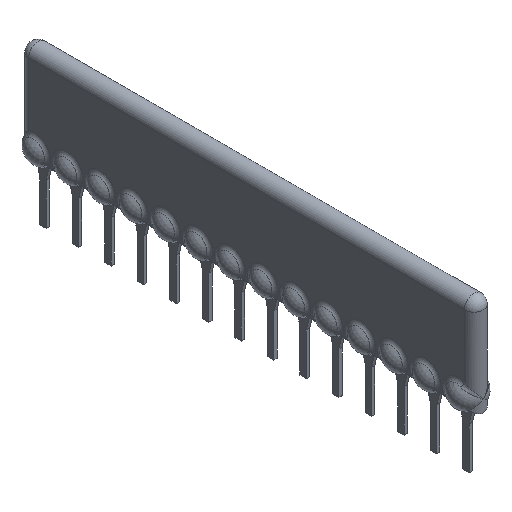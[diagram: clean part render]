
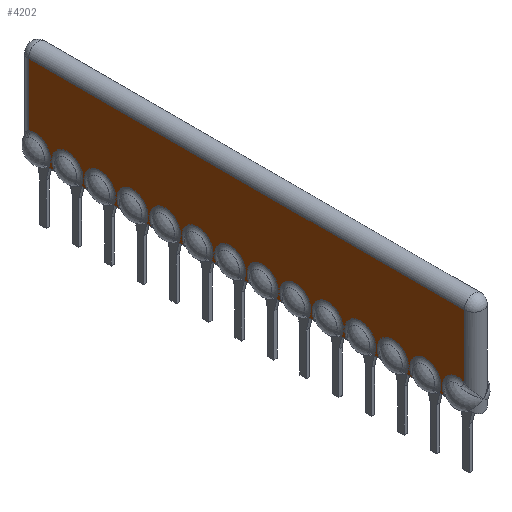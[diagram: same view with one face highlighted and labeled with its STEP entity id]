
A CAD part, isometric view. The second image highlights one B-rep face of the part: STEP entity #4202.
In plain terms, the highlighted planar face has unit normal (-1, 0, 0).
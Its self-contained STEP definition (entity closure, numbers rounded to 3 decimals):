
#326=CARTESIAN_POINT('',(-0.75,0.75,
1.112));
#527=CARTESIAN_POINT('',(-0.75,3.785,0.));
#528=DIRECTION('',(1.,0.,0.));
#529=DIRECTION('',(0.,0.875,-0.484));
#530=AXIS2_PLACEMENT_3D('',#527,#528,#529);
#551=DIRECTION('',(0.,1.,0.));
#552=VECTOR('',#551,0.409);
#553=CARTESIAN_POINT('',(-0.75,4.851,-0.589));
#554=LINE('',#553,#552);
#555=DIRECTION('',(0.,1.,0.));
#556=VECTOR('',#555,0.409);
#557=CARTESIAN_POINT('',(-0.75,7.391,-0.589));
#558=LINE('',#557,#556);
#559=DIRECTION('',(0.,1.,0.));
#560=VECTOR('',#559,0.409);
#561=CARTESIAN_POINT('',(-0.75,9.931,-0.589));
#562=LINE('',#561,#560);
#563=DIRECTION('',(0.,1.,0.));
#564=VECTOR('',#563,0.409);
#565=CARTESIAN_POINT('',(-0.75,12.471,-0.589));
#566=LINE('',#565,#564);
#567=DIRECTION('',(0.,1.,0.));
#568=VECTOR('',#567,0.409);
#569=CARTESIAN_POINT('',(-0.75,15.011,-0.589));
#570=LINE('',#569,#568);
#571=DIRECTION('',(0.,1.,0.));
#572=VECTOR('',#571,0.409);
#573=CARTESIAN_POINT('',(-0.75,17.551,-0.589));
#574=LINE('',#573,#572);
#575=DIRECTION('',(0.,1.,0.));
#576=VECTOR('',#575,0.409);
#577=CARTESIAN_POINT('',(-0.75,20.091,-0.589));
#578=LINE('',#577,#576);
#579=DIRECTION('',(0.,1.,0.));
#580=VECTOR('',#579,0.409);
#581=CARTESIAN_POINT('',(-0.75,22.631,-0.589));
#582=LINE('',#581,#580);
#583=DIRECTION('',(0.,1.,0.));
#584=VECTOR('',#583,0.409);
#585=CARTESIAN_POINT('',(-0.75,25.171,-0.589));
#586=LINE('',#585,#584);
#587=DIRECTION('',(0.,1.,0.));
#588=VECTOR('',#587,0.409);
#589=CARTESIAN_POINT('',(-0.75,27.711,-0.589));
#590=LINE('',#589,#588);
#591=DIRECTION('',(0.,1.,0.));
#592=VECTOR('',#591,0.409);
#593=CARTESIAN_POINT('',(-0.75,30.251,-0.589));
#594=LINE('',#593,#592);
#595=DIRECTION('',(0.,1.,0.));
#596=VECTOR('',#595,0.409);
#597=CARTESIAN_POINT('',(-0.75,32.791,-0.589));
#598=LINE('',#597,#596);
#599=CARTESIAN_POINT('',(-0.75,34.265,0.));
#600=DIRECTION('',(1.,0.,0.));
#601=DIRECTION('',(0.,0.407,0.914));
#602=AXIS2_PLACEMENT_3D('',#599,#600,#601);
#604=DIRECTION('',(0.,0.,1.));
#605=VECTOR('',#604,4.893);
#606=CARTESIAN_POINT('',(-0.75,34.76,1.112));
#607=LINE('',#606,#605);
#608=DIRECTION('',(0.,0.,-1.));
#609=VECTOR('',#608,4.893);
#610=CARTESIAN_POINT('',(-0.75,0.75,6.005));
#611=LINE('',#610,#609);
#612=CARTESIAN_POINT('',(-0.75,1.245,0.));
#613=DIRECTION('',(1.,0.,0.));
#614=DIRECTION('',(0.,0.875,-0.484));
#615=AXIS2_PLACEMENT_3D('',#612,#613,#614);
#617=DIRECTION('',(0.,1.,0.));
#618=VECTOR('',#617,0.409);
#619=CARTESIAN_POINT('',(-0.75,2.311,-0.589));
#620=LINE('',#619,#618);
#621=CARTESIAN_POINT('',(-0.75,6.325,0.));
#622=DIRECTION('',(1.,0.,0.));
#623=DIRECTION('',(0.,0.875,-0.484));
#624=AXIS2_PLACEMENT_3D('',#621,#622,#623);
#787=CARTESIAN_POINT('',(-0.75,8.865,0.));
#788=DIRECTION('',(1.,0.,0.));
#789=DIRECTION('',(0.,0.875,-0.484));
#790=AXIS2_PLACEMENT_3D('',#787,#788,#789);
#847=CARTESIAN_POINT('',(-0.75,11.405,0.));
#848=DIRECTION('',(1.,0.,0.));
#849=DIRECTION('',(0.,0.875,-0.484));
#850=AXIS2_PLACEMENT_3D('',#847,#848,#849);
#1013=CARTESIAN_POINT('',(-0.75,13.945,0.));
#1014=DIRECTION('',(1.,0.,0.));
#1015=DIRECTION('',(0.,0.875,-0.484));
#1016=AXIS2_PLACEMENT_3D('',#1013,#1014,#1015);
#1179=CARTESIAN_POINT('',(-0.75,16.485,0.));
#1180=DIRECTION('',(1.,0.,0.));
#1181=DIRECTION('',(0.,0.875,-0.484));
#1182=AXIS2_PLACEMENT_3D('',#1179,#1180,#1181);
#1345=CARTESIAN_POINT('',(-0.75,19.025,0.));
#1346=DIRECTION('',(1.,0.,0.));
#1347=DIRECTION('',(0.,0.875,-0.484));
#1348=AXIS2_PLACEMENT_3D('',#1345,#1346,#1347);
#1511=CARTESIAN_POINT('',(-0.75,21.565,0.));
#1512=DIRECTION('',(1.,0.,0.));
#1513=DIRECTION('',(0.,0.875,-0.484));
#1514=AXIS2_PLACEMENT_3D('',#1511,#1512,#1513);
#1677=CARTESIAN_POINT('',(-0.75,24.105,0.));
#1678=DIRECTION('',(1.,0.,0.));
#1679=DIRECTION('',(0.,0.875,-0.484));
#1680=AXIS2_PLACEMENT_3D('',#1677,#1678,#1679);
#1843=CARTESIAN_POINT('',(-0.75,26.645,0.));
#1844=DIRECTION('',(1.,0.,0.));
#1845=DIRECTION('',(0.,0.875,-0.484));
#1846=AXIS2_PLACEMENT_3D('',#1843,#1844,#1845);
#2009=CARTESIAN_POINT('',(-0.75,29.185,0.));
#2010=DIRECTION('',(1.,0.,0.));
#2011=DIRECTION('',(0.,0.875,-0.484));
#2012=AXIS2_PLACEMENT_3D('',#2009,#2010,#2011);
#2175=CARTESIAN_POINT('',(-0.75,31.725,0.));
#2176=DIRECTION('',(1.,0.,0.));
#2177=DIRECTION('',(0.,0.875,-0.484));
#2178=AXIS2_PLACEMENT_3D('',#2175,#2176,#2177);
#2489=CARTESIAN_POINT('',(-0.75,34.76,
1.112));
#2553=DIRECTION('',(0.,1.,0.));
#2554=VECTOR('',#2553,34.01);
#2555=CARTESIAN_POINT('',(-0.75,0.75,6.005));
#2556=LINE('',#2555,#2554);
#2865=CARTESIAN_POINT('',(-0.75,34.76,6.005));
#2867=VERTEX_POINT('',#2865);
#2869=CARTESIAN_POINT('',(-0.75,0.75,6.005));
#2870=VERTEX_POINT('',#2869);
#2877=VERTEX_POINT('',#326);
#2880=CARTESIAN_POINT('',(-0.75,2.311,-0.589));
#2881=VERTEX_POINT('',#2880);
#2899=CARTESIAN_POINT('',(-0.75,4.851,-0.589));
#2900=CARTESIAN_POINT('',(-0.75,5.259,-0.589));
#2901=VERTEX_POINT('',#2899);
#2902=VERTEX_POINT('',#2900);
#2907=CARTESIAN_POINT('',(-0.75,2.719,-0.589));
#2908=VERTEX_POINT('',#2907);
#2921=VERTEX_POINT('',#2489);
#2924=CARTESIAN_POINT('',(-0.75,33.199,-0.589));
#2925=VERTEX_POINT('',#2924);
#2932=CARTESIAN_POINT('',(-0.75,7.391,-0.589));
#2933=CARTESIAN_POINT('',(-0.75,7.799,-0.589));
#2934=VERTEX_POINT('',#2932);
#2935=VERTEX_POINT('',#2933);
#2936=CARTESIAN_POINT('',(-0.75,9.931,-0.589));
#2937=CARTESIAN_POINT('',(-0.75,10.339,-0.589));
#2938=VERTEX_POINT('',#2936);
#2939=VERTEX_POINT('',#2937);
#2940=CARTESIAN_POINT('',(-0.75,12.471,-0.589));
#2941=CARTESIAN_POINT('',(-0.75,12.879,-0.589));
#2942=VERTEX_POINT('',#2940);
#2943=VERTEX_POINT('',#2941);
#2944=CARTESIAN_POINT('',(-0.75,15.011,-0.589));
#2945=CARTESIAN_POINT('',(-0.75,15.419,-0.589));
#2946=VERTEX_POINT('',#2944);
#2947=VERTEX_POINT('',#2945);
#2948=CARTESIAN_POINT('',(-0.75,17.551,-0.589));
#2949=CARTESIAN_POINT('',(-0.75,17.959,-0.589));
#2950=VERTEX_POINT('',#2948);
#2951=VERTEX_POINT('',#2949);
#2952=CARTESIAN_POINT('',(-0.75,20.091,-0.589));
#2953=CARTESIAN_POINT('',(-0.75,20.499,-0.589));
#2954=VERTEX_POINT('',#2952);
#2955=VERTEX_POINT('',#2953);
#2956=CARTESIAN_POINT('',(-0.75,22.631,-0.589));
#2957=CARTESIAN_POINT('',(-0.75,23.039,-0.589));
#2958=VERTEX_POINT('',#2956);
#2959=VERTEX_POINT('',#2957);
#2960=CARTESIAN_POINT('',(-0.75,25.171,-0.589));
#2961=CARTESIAN_POINT('',(-0.75,25.579,-0.589));
#2962=VERTEX_POINT('',#2960);
#2963=VERTEX_POINT('',#2961);
#2964=CARTESIAN_POINT('',(-0.75,27.711,-0.589));
#2965=CARTESIAN_POINT('',(-0.75,28.119,-0.589));
#2966=VERTEX_POINT('',#2964);
#2967=VERTEX_POINT('',#2965);
#2968=CARTESIAN_POINT('',(-0.75,30.251,-0.589));
#2969=CARTESIAN_POINT('',(-0.75,30.659,-0.589));
#2970=VERTEX_POINT('',#2968);
#2971=VERTEX_POINT('',#2969);
#2972=CARTESIAN_POINT('',(-0.75,32.791,-0.589));
#2973=VERTEX_POINT('',#2972);
#4150=CARTESIAN_POINT('',(-0.75,0.,-0.589));
#4151=DIRECTION('',(-1.,0.,0.));
#4152=DIRECTION('',(0.,0.,1.));
#4153=AXIS2_PLACEMENT_3D('',#4150,#4151,#4152);
#4154=PLANE('',#4153);
#4155=ORIENTED_EDGE('',*,*,#4138,.F.);
#4156=ORIENTED_EDGE('',*,*,#3527,.T.);
#4158=ORIENTED_EDGE('',*,*,#4157,.F.);
#4159=ORIENTED_EDGE('',*,*,#3822,.T.);
#4161=ORIENTED_EDGE('',*,*,#4160,.F.);
#4162=ORIENTED_EDGE('',*,*,#3791,.T.);
#4164=ORIENTED_EDGE('',*,*,#4163,.F.);
#4165=ORIENTED_EDGE('',*,*,#3767,.T.);
#4167=ORIENTED_EDGE('',*,*,#4166,.F.);
#4168=ORIENTED_EDGE('',*,*,#3743,.T.);
#4170=ORIENTED_EDGE('',*,*,#4169,.F.);
#4171=ORIENTED_EDGE('',*,*,#3719,.T.);
#4173=ORIENTED_EDGE('',*,*,#4172,.F.);
#4174=ORIENTED_EDGE('',*,*,#3695,.T.);
#4176=ORIENTED_EDGE('',*,*,#4175,.F.);
#4177=ORIENTED_EDGE('',*,*,#3671,.T.);
#4179=ORIENTED_EDGE('',*,*,#4178,.F.);
#4180=ORIENTED_EDGE('',*,*,#3647,.T.);
#4182=ORIENTED_EDGE('',*,*,#4181,.F.);
#4183=ORIENTED_EDGE('',*,*,#3623,.T.);
#4185=ORIENTED_EDGE('',*,*,#4184,.F.);
#4186=ORIENTED_EDGE('',*,*,#3599,.T.);
#4188=ORIENTED_EDGE('',*,*,#4187,.F.);
#4189=ORIENTED_EDGE('',*,*,#3575,.T.);
#4191=ORIENTED_EDGE('',*,*,#4190,.F.);
#4193=ORIENTED_EDGE('',*,*,#4192,.T.);
#4195=ORIENTED_EDGE('',*,*,#4194,.F.);
#4196=ORIENTED_EDGE('',*,*,#3855,.T.);
#4198=ORIENTED_EDGE('',*,*,#4197,.F.);
#4199=ORIENTED_EDGE('',*,*,#3543,.T.);
#4200=EDGE_LOOP('',(#4155,#4156,#4158,#4159,#4161,#4162,#4164,#4165,#4167,#4168,
#4170,#4171,#4173,#4174,#4176,#4177,#4179,#4180,#4182,#4183,#4185,#4186,#4188,
#4189,#4191,#4193,#4195,#4196,#4198,#4199));
#4201=FACE_OUTER_BOUND('',#4200,.F.);
#531=CIRCLE('',#530,1.218);
#603=CIRCLE('',#602,1.218);
#616=CIRCLE('',#615,1.218);
#625=CIRCLE('',#624,1.218);
#791=CIRCLE('',#790,1.218);
#851=CIRCLE('',#850,1.218);
#1017=CIRCLE('',#1016,1.218);
#1183=CIRCLE('',#1182,1.218);
#1349=CIRCLE('',#1348,1.218);
#1515=CIRCLE('',#1514,1.218);
#1681=CIRCLE('',#1680,1.218);
#1847=CIRCLE('',#1846,1.218);
#2013=CIRCLE('',#2012,1.218);
#2179=CIRCLE('',#2178,1.218);
#3527=EDGE_CURVE('',#2901,#2902,#554,.T.);
#3543=EDGE_CURVE('',#2881,#2908,#620,.T.);
#3575=EDGE_CURVE('',#2973,#2925,#598,.T.);
#3599=EDGE_CURVE('',#2970,#2971,#594,.T.);
#3623=EDGE_CURVE('',#2966,#2967,#590,.T.);
#3647=EDGE_CURVE('',#2962,#2963,#586,.T.);
#3671=EDGE_CURVE('',#2958,#2959,#582,.T.);
#3695=EDGE_CURVE('',#2954,#2955,#578,.T.);
#3719=EDGE_CURVE('',#2950,#2951,#574,.T.);
#3743=EDGE_CURVE('',#2946,#2947,#570,.T.);
#3767=EDGE_CURVE('',#2942,#2943,#566,.T.);
#3791=EDGE_CURVE('',#2938,#2939,#562,.T.);
#3822=EDGE_CURVE('',#2934,#2935,#558,.T.);
#3855=EDGE_CURVE('',#2870,#2877,#611,.T.);
#4138=EDGE_CURVE('',#2901,#2908,#531,.T.);
#4157=EDGE_CURVE('',#2934,#2902,#625,.T.);
#4160=EDGE_CURVE('',#2938,#2935,#791,.T.);
#4163=EDGE_CURVE('',#2942,#2939,#851,.T.);
#4166=EDGE_CURVE('',#2946,#2943,#1017,.T.);
#4169=EDGE_CURVE('',#2950,#2947,#1183,.T.);
#4172=EDGE_CURVE('',#2954,#2951,#1349,.T.);
#4175=EDGE_CURVE('',#2958,#2955,#1515,.T.);
#4178=EDGE_CURVE('',#2962,#2959,#1681,.T.);
#4181=EDGE_CURVE('',#2966,#2963,#1847,.T.);
#4184=EDGE_CURVE('',#2970,#2967,#2013,.T.);
#4187=EDGE_CURVE('',#2973,#2971,#2179,.T.);
#4190=EDGE_CURVE('',#2921,#2925,#603,.T.);
#4192=EDGE_CURVE('',#2921,#2867,#607,.T.);
#4194=EDGE_CURVE('',#2870,#2867,#2556,.T.);
#4197=EDGE_CURVE('',#2881,#2877,#616,.T.);
#4202=ADVANCED_FACE('',(#4201),#4154,.T.);
